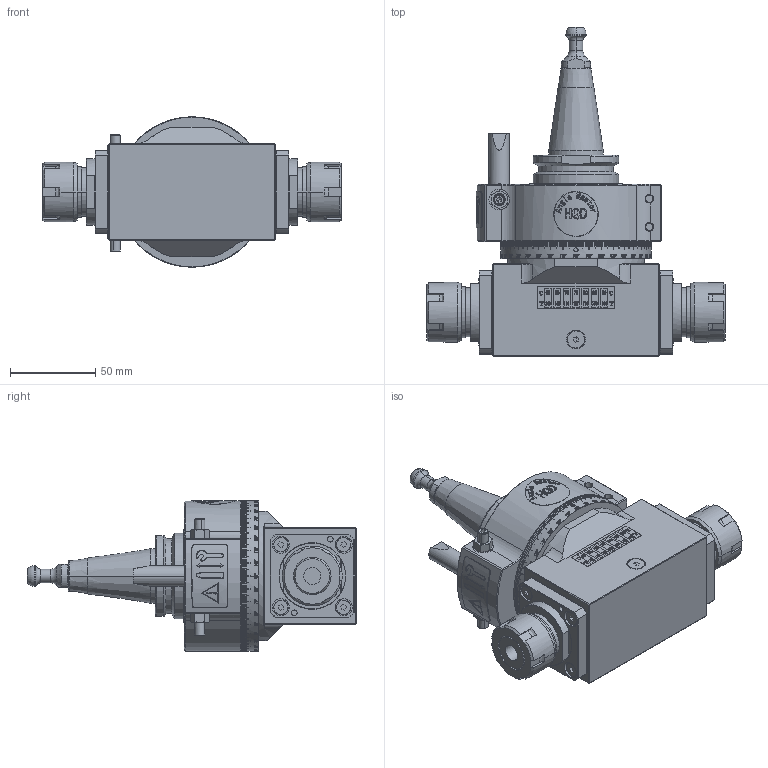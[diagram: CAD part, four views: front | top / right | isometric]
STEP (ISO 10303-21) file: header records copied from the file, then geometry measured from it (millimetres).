
FILE_DESCRIPTION (( 'STEP AP214' ), '1' );
FILE_NAME ('角度头ISO30-ER25x2(三维).STEP', '2025-04-06T02:56:03', ( 'Sysceo.com' ), ( '' ), 'SwSTEP 2.0', 'SolidWorks 2018', '' );
FILE_SCHEMA (( 'AUTOMOTIVE_DESIGN' ));
Length unit declared in the file: millimetre
Products named in the file (2): 角度头ISO30-ER25x2(三维)
Bounding box: 174.74 x 193 x 88 mm (x, y, z)
Volume: 764995.5 mm3; surface area: 95814.4 mm2
Topology: 3 solids, 23 shells, 3942 faces, 12124 edges, 8624 vertices
Faces by surface type: plane 2395, bspline 701, cylinder 595, cone 182, torus 69
Entity records: 246985 total; most frequent: CARTESIAN_POINT 102589, ORIENTED_EDGE 24232, DIRECTION 16789, EDGE_CURVE 12116, VERTEX_POINT 8624, VECTOR 6477, LINE 6477, AXIS2_PLACEMENT_3D 5156
